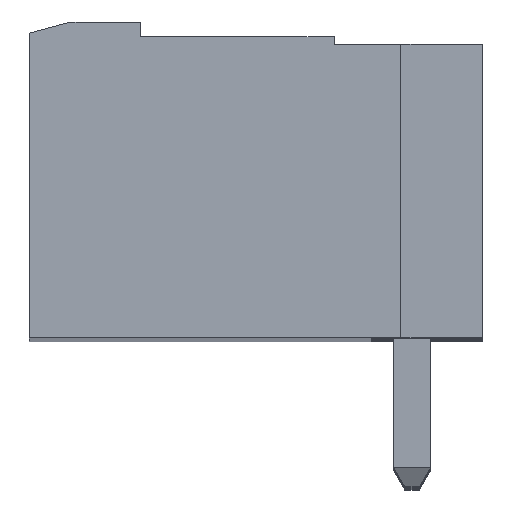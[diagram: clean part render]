
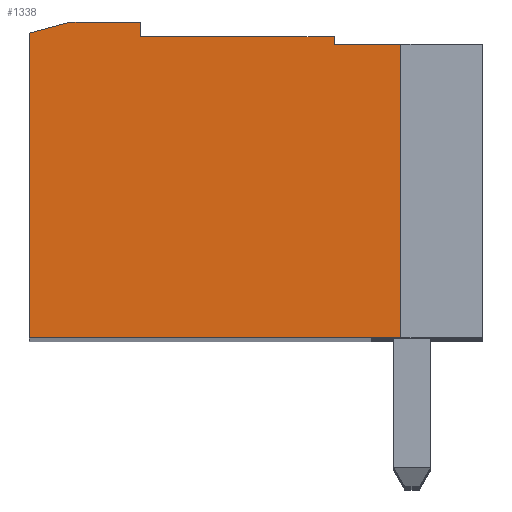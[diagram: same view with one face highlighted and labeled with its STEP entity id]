
A CAD part, top view. The second image highlights one B-rep face of the part: STEP entity #1338.
In plain terms, the highlighted planar face has unit normal (0, 0, 1).
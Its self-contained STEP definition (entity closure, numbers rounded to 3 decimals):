
#1338 = ADVANCED_FACE( '', ( #2841 ), #2842, .T. );
#2841 = FACE_OUTER_BOUND( '', #4475, .T. );
#2842 = PLANE( '', #4476 );
#4475 = EDGE_LOOP( '', ( #8532, #8533, #8534, #8535, #8536, #8537, #8538, #8539, #8540 ) );
#4476 = AXIS2_PLACEMENT_3D( '', #8541, #8542, #8543 );
#8532 = ORIENTED_EDGE( '', *, *, #10626, .T. );
#8533 = ORIENTED_EDGE( '', *, *, #10669, .F. );
#8534 = ORIENTED_EDGE( '', *, *, #10492, .F. );
#8535 = ORIENTED_EDGE( '', *, *, #11291, .F. );
#8536 = ORIENTED_EDGE( '', *, *, #10141, .F. );
#8537 = ORIENTED_EDGE( '', *, *, #10193, .F. );
#8538 = ORIENTED_EDGE( '', *, *, #11292, .F. );
#8539 = ORIENTED_EDGE( '', *, *, #11293, .F. );
#8540 = ORIENTED_EDGE( '', *, *, #10834, .F. );
#8541 = CARTESIAN_POINT( '', ( 204.225, 284.11, 41.64 ) );
#8542 = DIRECTION( '', ( 0., 0., 1. ) );
#8543 = DIRECTION( '', ( 1., 0., 0. ) );
#10141 = EDGE_CURVE( '', #12372, #12374, #12375, .T. );
#10193 = EDGE_CURVE( '', #12458, #12372, #12460, .T. );
#10492 = EDGE_CURVE( '', #12933, #12935, #12936, .T. );
#10626 = EDGE_CURVE( '', #13133, #13131, #13134, .T. );
#10669 = EDGE_CURVE( '', #12935, #13131, #13199, .T. );
#10834 = EDGE_CURVE( '', #13133, #13434, #13435, .T. );
#11291 = EDGE_CURVE( '', #12374, #12933, #14007, .T. );
#11292 = EDGE_CURVE( '', #14008, #12458, #14009, .T. );
#11293 = EDGE_CURVE( '', #13434, #14008, #14010, .T. );
#12372 = VERTEX_POINT( '', #15513 );
#12374 = VERTEX_POINT( '', #15516 );
#12375 = LINE( '', #15517, #15518 );
#12458 = VERTEX_POINT( '', #15636 );
#12460 = LINE( '', #15639, #15640 );
#12933 = VERTEX_POINT( '', #16352 );
#12935 = VERTEX_POINT( '', #16355 );
#12936 = LINE( '', #16356, #16357 );
#13131 = VERTEX_POINT( '', #16650 );
#13133 = VERTEX_POINT( '', #16653 );
#13134 = LINE( '', #16654, #16655 );
#13199 = LINE( '', #16757, #16758 );
#13434 = VERTEX_POINT( '', #17117 );
#13435 = LINE( '', #17118, #17119 );
#14007 = LINE( '', #17978, #17979 );
#14008 = VERTEX_POINT( '', #17980 );
#14009 = LINE( '', #17981, #17982 );
#14010 = LINE( '', #17983, #17984 );
#15513 = CARTESIAN_POINT( '', ( 197.225, 284.71, 41.64 ) );
#15516 = CARTESIAN_POINT( '', ( 197.225, 284.31, 41.64 ) );
#15517 = CARTESIAN_POINT( '', ( 197.225, 284.31, 41.64 ) );
#15518 = VECTOR( '', #18704, 1000. );
#15636 = CARTESIAN_POINT( '', ( 195.345, 284.71, 41.64 ) );
#15639 = CARTESIAN_POINT( '', ( 197.225, 284.71, 41.64 ) );
#15640 = VECTOR( '', #18753, 1000. );
#16352 = CARTESIAN_POINT( '', ( 202.425, 284.31, 41.64 ) );
#16355 = CARTESIAN_POINT( '', ( 202.425, 284.11, 41.64 ) );
#16356 = CARTESIAN_POINT( '', ( 202.425, 284.11, 41.64 ) );
#16357 = VECTOR( '', #19003, 1000. );
#16650 = CARTESIAN_POINT( '', ( 204.225, 284.11, 41.64 ) );
#16653 = CARTESIAN_POINT( '', ( 204.225, 276.21, 41.64 ) );
#16654 = CARTESIAN_POINT( '', ( 204.225, 284.11, 41.64 ) );
#16655 = VECTOR( '', #19109, 1000. );
#16757 = CARTESIAN_POINT( '', ( 204.225, 284.11, 41.64 ) );
#16758 = VECTOR( '', #19147, 1000. );
#17117 = CARTESIAN_POINT( '', ( 194.225, 276.21, 41.64 ) );
#17118 = CARTESIAN_POINT( '', ( 194.225, 276.21, 41.64 ) );
#17119 = VECTOR( '', #19278, 1000. );
#17978 = CARTESIAN_POINT( '', ( 202.425, 284.31, 41.64 ) );
#17979 = VECTOR( '', #19623, 1000. );
#17980 = CARTESIAN_POINT( '', ( 194.225, 284.41, 41.64 ) );
#17981 = CARTESIAN_POINT( '', ( 195.345, 284.71, 41.64 ) );
#17982 = VECTOR( '', #19624, 1000. );
#17983 = CARTESIAN_POINT( '', ( 194.225, 284.41, 41.64 ) );
#17984 = VECTOR( '', #19625, 1000. );
#18704 = DIRECTION( '', ( 0., -1., 0. ) );
#18753 = DIRECTION( '', ( 1., 0., 0. ) );
#19003 = DIRECTION( '', ( 0., -1., 0. ) );
#19109 = DIRECTION( '', ( 0., 1., 0. ) );
#19147 = DIRECTION( '', ( 1., 0., 0. ) );
#19278 = DIRECTION( '', ( -1., 0., 0. ) );
#19623 = DIRECTION( '', ( 1., 0., 0. ) );
#19624 = DIRECTION( '', ( 0.966, 0.259, 0. ) );
#19625 = DIRECTION( '', ( 0., 1., 0. ) );
